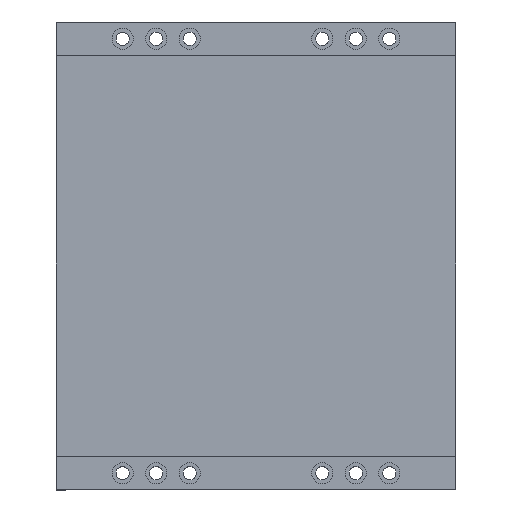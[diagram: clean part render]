
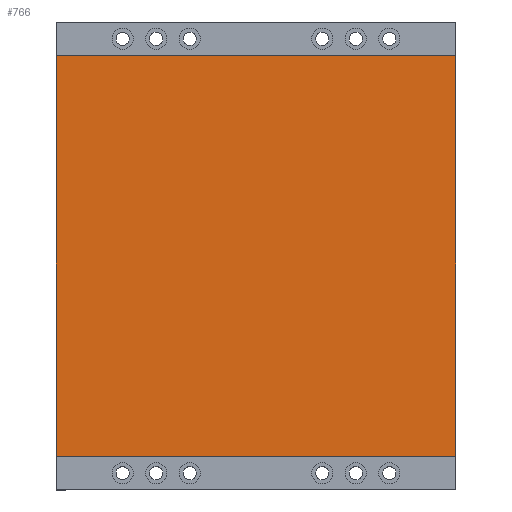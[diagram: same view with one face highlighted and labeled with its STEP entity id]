
A CAD part, top view. The second image highlights one B-rep face of the part: STEP entity #766.
In plain terms, the highlighted planar face has unit normal (0, 0, 1).
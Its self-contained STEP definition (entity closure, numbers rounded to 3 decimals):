
#68=PLANE('',#863);
#118=FACE_OUTER_BOUND('',#176,.T.);
#176=EDGE_LOOP('',(#604,#605,#606,#607));
#234=LINE('',#1255,#282);
#238=LINE('',#1264,#286);
#240=LINE('',#1267,#288);
#241=LINE('',#1268,#289);
#282=VECTOR('',#1036,10.);
#286=VECTOR('',#1042,10.);
#288=VECTOR('',#1046,10.);
#289=VECTOR('',#1047,10.);
#402=VERTEX_POINT('',#1252);
#403=VERTEX_POINT('',#1254);
#406=VERTEX_POINT('',#1261);
#407=VERTEX_POINT('',#1263);
#478=EDGE_CURVE('',#402,#403,#234,.T.);
#482=EDGE_CURVE('',#406,#407,#238,.T.);
#484=EDGE_CURVE('',#403,#406,#240,.T.);
#485=EDGE_CURVE('',#407,#402,#241,.T.);
#604=ORIENTED_EDGE('',*,*,#484,.F.);
#605=ORIENTED_EDGE('',*,*,#478,.F.);
#606=ORIENTED_EDGE('',*,*,#485,.F.);
#607=ORIENTED_EDGE('',*,*,#482,.F.);
#766=ADVANCED_FACE('',(#118),#68,.F.);
#863=AXIS2_PLACEMENT_3D('',#1266,#1044,#1045);
#1036=DIRECTION('',(-1.,0.,0.));
#1042=DIRECTION('',(1.,0.,0.));
#1044=DIRECTION('center_axis',(0.,0.,-1.));
#1045=DIRECTION('ref_axis',(-1.,0.,0.));
#1046=DIRECTION('',(0.,1.,0.));
#1047=DIRECTION('',(0.,-1.,0.));
#1252=CARTESIAN_POINT('',(22.65,-24.01,1.5));
#1254=CARTESIAN_POINT('',(-7.55,-24.01,1.5));
#1255=CARTESIAN_POINT('',(0.,-24.01,1.5));
#1261=CARTESIAN_POINT('',(-7.55,6.31,1.5));
#1263=CARTESIAN_POINT('',(22.65,6.31,1.5));
#1264=CARTESIAN_POINT('',(15.1,6.31,1.5));
#1266=CARTESIAN_POINT('Origin',(7.55,-8.85,1.5));
#1267=CARTESIAN_POINT('',(-7.55,0.,1.5));
#1268=CARTESIAN_POINT('',(22.65,-17.7,1.5));
